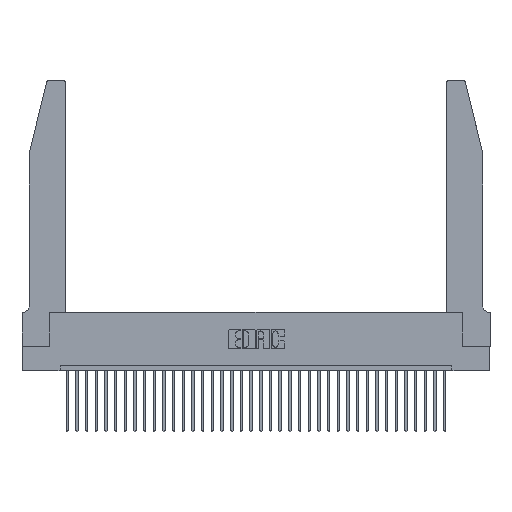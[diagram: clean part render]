
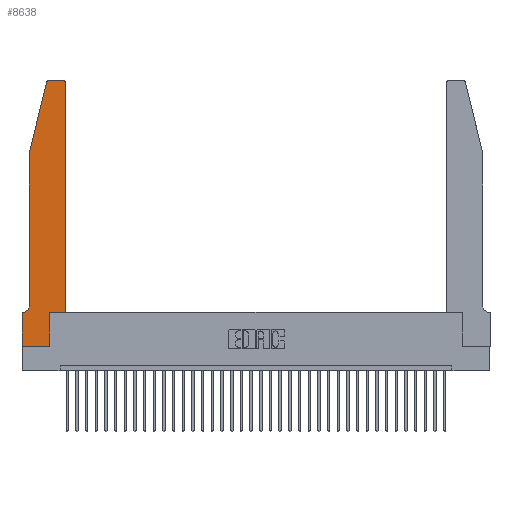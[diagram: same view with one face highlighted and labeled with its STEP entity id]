
A CAD part, top view. The second image highlights one B-rep face of the part: STEP entity #8638.
In plain terms, the highlighted planar face has unit normal (0, 0, 1).
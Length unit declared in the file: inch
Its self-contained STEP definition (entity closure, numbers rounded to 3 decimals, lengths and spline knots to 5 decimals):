
#131 = CIRCLE ( 'NONE', #22672, 0.03 ) ;
#1605 = EDGE_CURVE ( 'NONE', #9076, #21838, #20994, .T. ) ;
#2495 = VECTOR ( 'NONE', #34087, 39.37008 ) ;
#2740 = PLANE ( 'NONE',  #9346 ) ;
#3450 = LINE ( 'NONE', #15229, #18372 ) ;
#3623 = ORIENTED_EDGE ( 'NONE', *, *, #1605, .T. ) ;
#3697 = VECTOR ( 'NONE', #14020, 39.37008 ) ;
#4301 = DIRECTION ( 'NONE',  ( 1., 0., 0. ) ) ;
#4484 = VERTEX_POINT ( 'NONE', #26318 ) ;
#4948 = CARTESIAN_POINT ( 'NONE',  ( 0., 0., 0.37 ) ) ;
#5015 = DIRECTION ( 'NONE',  ( 0., 0., 1. ) ) ;
#5904 = CARTESIAN_POINT ( 'NONE',  ( 0.4505, 0.35, 0.37 ) ) ;
#6081 = ORIENTED_EDGE ( 'NONE', *, *, #18315, .T. ) ;
#6584 = ORIENTED_EDGE ( 'NONE', *, *, #30679, .T. ) ;
#7140 = CARTESIAN_POINT ( 'NONE',  ( 0.0055, 0.35, 0.37 ) ) ;
#7485 = ORIENTED_EDGE ( 'NONE', *, *, #33667, .T. ) ;
#7602 = VERTEX_POINT ( 'NONE', #19182 ) ;
#7849 = DIRECTION ( 'NONE',  ( 1., 0., 0. ) ) ;
#8013 = CARTESIAN_POINT ( 'NONE',  ( 0.25487, 2.72718, 0.37 ) ) ;
#8099 = VERTEX_POINT ( 'NONE', #12820 ) ;
#8270 = AXIS2_PLACEMENT_3D ( 'NONE', #18593, #5015, #4301 ) ;
#8313 = DIRECTION ( 'NONE',  ( 0., 1., 0. ) ) ;
#8445 = CARTESIAN_POINT ( 'NONE',  ( 0.284, 2.72, 0.37 ) ) ;
#8638 = ADVANCED_FACE ( 'NONE', ( #15787 ), #2740, .T. ) ;
#8771 = VECTOR ( 'NONE', #12466, 39.37008 ) ;
#9076 = VERTEX_POINT ( 'NONE', #5904 ) ;
#9346 = AXIS2_PLACEMENT_3D ( 'NONE', #21773, #14022, #10908 ) ;
#9345 = AXIS2_PLACEMENT_3D ( 'NONE', #33337, #22694, #22825 ) ;
#9435 = VECTOR ( 'NONE', #12649, 39.37008 ) ;
#9873 = EDGE_CURVE ( 'NONE', #7602, #19009, #19534, .T. ) ;
#10550 = ORIENTED_EDGE ( 'NONE', *, *, #24800, .T. ) ;
#10691 = CARTESIAN_POINT ( 'NONE',  ( 0.4505, 0.35, 0.37 ) ) ;
#10857 = LINE ( 'NONE', #29815, #3697 ) ;
#10908 = DIRECTION ( 'NONE',  ( 1., 0., 0. ) ) ;
#11046 = DIRECTION ( 'NONE',  ( 1., 0., 0. ) ) ;
#12324 = EDGE_CURVE ( 'NONE', #29170, #7602, #31100, .T. ) ;
#12348 = EDGE_CURVE ( 'NONE', #21625, #4484, #16614, .T. ) ;
#12466 = DIRECTION ( 'NONE',  ( -0.239, -0.971, 0. ) ) ;
#12649 = DIRECTION ( 'NONE',  ( -1., 0., 0. ) ) ;
#12820 = CARTESIAN_POINT ( 'NONE',  ( 0.0755, 0.42, 0.37 ) ) ;
#12913 = ORIENTED_EDGE ( 'NONE', *, *, #14429, .T. ) ;
#13087 = VECTOR ( 'NONE', #21583, 39.37008 ) ;
#13293 = CARTESIAN_POINT ( 'NONE',  ( 0.2865, 0., 0.37 ) ) ;
#13623 = ORIENTED_EDGE ( 'NONE', *, *, #24622, .T. ) ;
#13674 = VECTOR ( 'NONE', #8313, 39.37008 ) ;
#13981 = CARTESIAN_POINT ( 'NONE',  ( 0.4205, 2.75, 0.37 ) ) ;
#14020 = DIRECTION ( 'NONE',  ( 0., 1., 0. ) ) ;
#14022 = DIRECTION ( 'NONE',  ( 0., 0., 1. ) ) ;
#14429 = EDGE_CURVE ( 'NONE', #33747, #8099, #18272, .T. ) ;
#15229 = CARTESIAN_POINT ( 'NONE',  ( 0., 0., 0.37 ) ) ;
#15728 = VERTEX_POINT ( 'NONE', #13293 ) ;
#15787 = FACE_OUTER_BOUND ( 'NONE', #25268, .T. ) ;
#16614 = LINE ( 'NONE', #23284, #31506 ) ;
#16748 = VECTOR ( 'NONE', #7849, 39.37008 ) ;
#18102 = ORIENTED_EDGE ( 'NONE', *, *, #35102, .T. ) ;
#18218 = CARTESIAN_POINT ( 'NONE',  ( 0.0755, 2., 0.37 ) ) ;
#18272 = LINE ( 'NONE', #22931, #13087 ) ;
#18315 = EDGE_CURVE ( 'NONE', #19707, #33747, #32975, .T. ) ;
#18372 = VECTOR ( 'NONE', #19421, 39.37008 ) ;
#18593 = CARTESIAN_POINT ( 'NONE',  ( 0.4205, 2.72, 0.37 ) ) ;
#19009 = VERTEX_POINT ( 'NONE', #4948 ) ;
#19182 = CARTESIAN_POINT ( 'NONE',  ( 0., 0.35, 0.37 ) ) ;
#19421 = DIRECTION ( 'NONE',  ( 1., 0., 0. ) ) ;
#19477 = CARTESIAN_POINT ( 'NONE',  ( 0.0755, 2., 0.37 ) ) ;
#19534 = LINE ( 'NONE', #23588, #2495 ) ;
#19707 = VERTEX_POINT ( 'NONE', #8013 ) ;
#20036 = CARTESIAN_POINT ( 'NONE',  ( 0.4505, 2.72, 0.37 ) ) ;
#20994 = LINE ( 'NONE', #32886, #13674 ) ;
#21583 = DIRECTION ( 'NONE',  ( 0., -1., 0. ) ) ;
#21625 = VERTEX_POINT ( 'NONE', #13981 ) ;
#21773 = CARTESIAN_POINT ( 'NONE',  ( 0., 0.35, 0.37 ) ) ;
#21838 = VERTEX_POINT ( 'NONE', #20036 ) ;
#22493 = DIRECTION ( 'NONE',  ( 0., 0., 1. ) ) ;
#22672 = AXIS2_PLACEMENT_3D ( 'NONE', #8445, #22493, #11046 ) ;
#22694 = DIRECTION ( 'NONE',  ( 0., 0., -1. ) ) ;
#22825 = DIRECTION ( 'NONE',  ( -1., 0., 0. ) ) ;
#22931 = CARTESIAN_POINT ( 'NONE',  ( 0.0755, 2., 0.37 ) ) ;
#23284 = CARTESIAN_POINT ( 'NONE',  ( 0.2605, 2.75, 0.37 ) ) ;
#23588 = CARTESIAN_POINT ( 'NONE',  ( 0., 0., 0.37 ) ) ;
#24622 = EDGE_CURVE ( 'NONE', #8099, #29170, #31164, .T. ) ;
#24800 = EDGE_CURVE ( 'NONE', #26442, #9076, #25192, .T. ) ;
#25192 = LINE ( 'NONE', #10691, #16748 ) ;
#25268 = EDGE_LOOP ( 'NONE', ( #26859, #6584, #6081, #12913, #13623, #32707, #33046, #27228, #18102, #10550, #3623, #7485 ) ) ;
#26318 = CARTESIAN_POINT ( 'NONE',  ( 0.284, 2.75, 0.37 ) ) ;
#26442 = VERTEX_POINT ( 'NONE', #28828 ) ;
#26467 = EDGE_CURVE ( 'NONE', #19009, #15728, #3450, .T. ) ;
#26859 = ORIENTED_EDGE ( 'NONE', *, *, #12348, .T. ) ;
#27228 = ORIENTED_EDGE ( 'NONE', *, *, #26467, .T. ) ;
#28828 = CARTESIAN_POINT ( 'NONE',  ( 0.2865, 0.35, 0.37 ) ) ;
#29170 = VERTEX_POINT ( 'NONE', #7140 ) ;
#29815 = CARTESIAN_POINT ( 'NONE',  ( 0.2865, 0.35, 0.37 ) ) ;
#30679 = EDGE_CURVE ( 'NONE', #4484, #19707, #131, .T. ) ;
#31100 = LINE ( 'NONE', #33898, #9435 ) ;
#31164 = CIRCLE ( 'NONE', #9345, 0.07 ) ;
#31506 = VECTOR ( 'NONE', #34138, 39.37008 ) ;
#32707 = ORIENTED_EDGE ( 'NONE', *, *, #12324, .T. ) ;
#32886 = CARTESIAN_POINT ( 'NONE',  ( 0.4505, 0.35, 0.37 ) ) ;
#32975 = LINE ( 'NONE', #18218, #8771 ) ;
#33046 = ORIENTED_EDGE ( 'NONE', *, *, #9873, .T. ) ;
#33337 = CARTESIAN_POINT ( 'NONE',  ( 0.0055, 0.42, 0.37 ) ) ;
#33667 = EDGE_CURVE ( 'NONE', #21838, #21625, #33866, .T. ) ;
#33747 = VERTEX_POINT ( 'NONE', #19477 ) ;
#33866 = CIRCLE ( 'NONE', #8270, 0.03 ) ;
#33898 = CARTESIAN_POINT ( 'NONE',  ( 0.0755, 0.35, 0.37 ) ) ;
#34087 = DIRECTION ( 'NONE',  ( 0., -1., 0. ) ) ;
#34138 = DIRECTION ( 'NONE',  ( -1., 0., 0. ) ) ;
#35102 = EDGE_CURVE ( 'NONE', #15728, #26442, #10857, .T. ) ;
